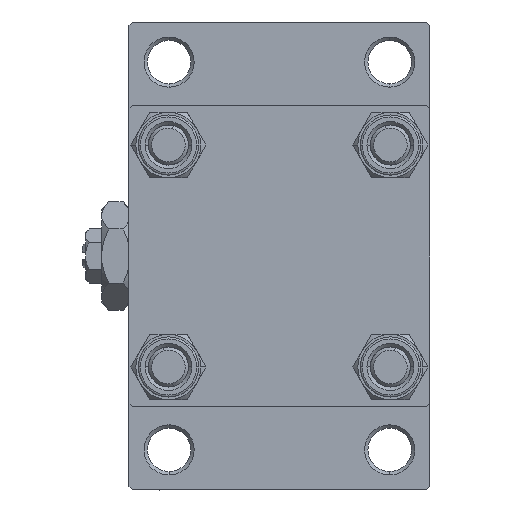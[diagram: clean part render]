
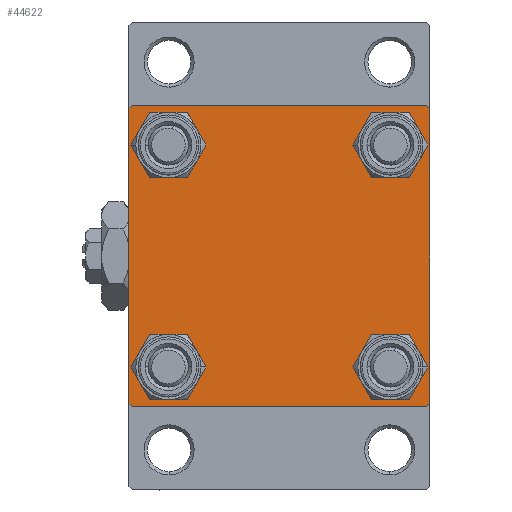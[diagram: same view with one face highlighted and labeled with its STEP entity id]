
A CAD part, left-side view. The second image highlights one B-rep face of the part: STEP entity #44622.
In plain terms, the highlighted planar face has unit normal (-1, 0, 0).
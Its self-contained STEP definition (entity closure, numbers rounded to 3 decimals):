
#563 = ORIENTED_EDGE ( 'NONE', *, *, #50568, .T. ) ;
#854 = EDGE_LOOP ( 'NONE', ( #26490, #9076 ) ) ;
#1077 = DIRECTION ( 'NONE',  ( 0., 0., 1. ) ) ;
#1164 = CIRCLE ( 'NONE', #13417, 3.5 ) ;
#1462 = EDGE_CURVE ( 'NONE', #44162, #43521, #23334, .T. ) ;
#2612 = EDGE_CURVE ( 'NONE', #24791, #29849, #38855, .T. ) ;
#2730 = VERTEX_POINT ( 'NONE', #23020 ) ;
#2802 = CARTESIAN_POINT ( 'NONE',  ( 0., 22., -22.5 ) ) ;
#2893 = VECTOR ( 'NONE', #38722, 1000. ) ;
#2961 = DIRECTION ( 'NONE',  ( 0., -1., 0. ) ) ;
#3350 = EDGE_CURVE ( 'NONE', #36440, #18804, #35598, .T. ) ;
#4200 = DIRECTION ( 'NONE',  ( -1., 0., 0. ) ) ;
#4211 = VERTEX_POINT ( 'NONE', #31081 ) ;
#4930 = FACE_BOUND ( 'NONE', #39397, .T. ) ;
#5405 = VECTOR ( 'NONE', #21188, 1000. ) ;
#6601 = AXIS2_PLACEMENT_3D ( 'NONE', #17432, #22053, #33602 ) ;
#6666 = CARTESIAN_POINT ( 'NONE',  ( 0., 22.5, 22.5 ) ) ;
#7519 = CARTESIAN_POINT ( 'NONE',  ( 0., -22.25, 22.25 ) ) ;
#7576 = LINE ( 'NONE', #23217, #13124 ) ;
#7943 = CARTESIAN_POINT ( 'NONE',  ( 0., -22.25, -22.25 ) ) ;
#7978 = CARTESIAN_POINT ( 'NONE',  ( 0., 22.5, -22.5 ) ) ;
#8293 = FACE_BOUND ( 'NONE', #27696, .T. ) ;
#8478 = DIRECTION ( 'NONE',  ( 0., 0., 1. ) ) ;
#8503 = CARTESIAN_POINT ( 'NONE',  ( 0., -16.6, -13.1 ) ) ;
#8534 = FACE_BOUND ( 'NONE', #854, .T. ) ;
#9076 = ORIENTED_EDGE ( 'NONE', *, *, #11249, .T. ) ;
#9786 = VERTEX_POINT ( 'NONE', #37095 ) ;
#10950 = CARTESIAN_POINT ( 'NONE',  ( 0., -22., 22.5 ) ) ;
#11249 = EDGE_CURVE ( 'NONE', #29849, #24791, #28372, .T. ) ;
#11608 = LINE ( 'NONE', #7519, #24159 ) ;
#11857 = CARTESIAN_POINT ( 'NONE',  ( 0., -16.6, -16.6 ) ) ;
#12103 = DIRECTION ( 'NONE',  ( 0., 0., 1. ) ) ;
#13124 = VECTOR ( 'NONE', #2961, 1000. ) ;
#13180 = CARTESIAN_POINT ( 'NONE',  ( 0., -22.5, 22. ) ) ;
#13417 = AXIS2_PLACEMENT_3D ( 'NONE', #19191, #50466, #47120 ) ;
#14209 = ORIENTED_EDGE ( 'NONE', *, *, #24006, .T. ) ;
#14347 = CARTESIAN_POINT ( 'NONE',  ( 0., -16.6, 16.6 ) ) ;
#15185 = DIRECTION ( 'NONE',  ( 0., 0., 1. ) ) ;
#15359 = ORIENTED_EDGE ( 'NONE', *, *, #3350, .T. ) ;
#16058 = VERTEX_POINT ( 'NONE', #16860 ) ;
#16860 = CARTESIAN_POINT ( 'NONE',  ( 0., 22.5, -22. ) ) ;
#17316 = CARTESIAN_POINT ( 'NONE',  ( 0., 22., 22.5 ) ) ;
#17432 = CARTESIAN_POINT ( 'NONE',  ( 0., 16.6, -16.6 ) ) ;
#18407 = AXIS2_PLACEMENT_3D ( 'NONE', #27980, #43593, #8478 ) ;
#18482 = ORIENTED_EDGE ( 'NONE', *, *, #33691, .T. ) ;
#18712 = DIRECTION ( 'NONE',  ( 0., 0., -1. ) ) ;
#18804 = VERTEX_POINT ( 'NONE', #40250 ) ;
#18901 = LINE ( 'NONE', #46312, #39331 ) ;
#19191 = CARTESIAN_POINT ( 'NONE',  ( 0., -16.6, -16.6 ) ) ;
#19293 = CARTESIAN_POINT ( 'NONE',  ( 0., 16.6, 16.6 ) ) ;
#19653 = ORIENTED_EDGE ( 'NONE', *, *, #23963, .T. ) ;
#19687 = EDGE_CURVE ( 'NONE', #29221, #9786, #31853, .T. ) ;
#20577 = FACE_OUTER_BOUND ( 'NONE', #41095, .T. ) ;
#20692 = VERTEX_POINT ( 'NONE', #10950 ) ;
#21188 = DIRECTION ( 'NONE',  ( 0., -0.707, 0.707 ) ) ;
#21638 = AXIS2_PLACEMENT_3D ( 'NONE', #19293, #49539, #15185 ) ;
#21789 = VERTEX_POINT ( 'NONE', #17316 ) ;
#21794 = CARTESIAN_POINT ( 'NONE',  ( 0., -22., -22.5 ) ) ;
#21879 = EDGE_CURVE ( 'NONE', #21789, #20692, #7576, .T. ) ;
#21998 = CARTESIAN_POINT ( 'NONE',  ( 0., 16.6, 20.1 ) ) ;
#22053 = DIRECTION ( 'NONE',  ( 1., 0., 0. ) ) ;
#22107 = AXIS2_PLACEMENT_3D ( 'NONE', #42237, #45554, #46057 ) ;
#22351 = CARTESIAN_POINT ( 'NONE',  ( 0., 16.6, 16.6 ) ) ;
#22562 = DIRECTION ( 'NONE',  ( 0., 0., 1. ) ) ;
#22576 = VERTEX_POINT ( 'NONE', #27945 ) ;
#23020 = CARTESIAN_POINT ( 'NONE',  ( 0., 22.5, 22. ) ) ;
#23217 = CARTESIAN_POINT ( 'NONE',  ( 0., 22.5, 22.5 ) ) ;
#23334 = LINE ( 'NONE', #47148, #37157 ) ;
#23430 = ORIENTED_EDGE ( 'NONE', *, *, #42827, .T. ) ;
#23963 = EDGE_CURVE ( 'NONE', #9786, #29221, #27876, .T. ) ;
#24006 = EDGE_CURVE ( 'NONE', #16058, #48458, #18901, .T. ) ;
#24159 = VECTOR ( 'NONE', #34968, 1000. ) ;
#24273 = ORIENTED_EDGE ( 'NONE', *, *, #38302, .T. ) ;
#24432 = EDGE_CURVE ( 'NONE', #4211, #22576, #49984, .T. ) ;
#24791 = VERTEX_POINT ( 'NONE', #21998 ) ;
#25612 = ORIENTED_EDGE ( 'NONE', *, *, #24432, .T. ) ;
#25897 = LINE ( 'NONE', #6666, #26813 ) ;
#26091 = DIRECTION ( 'NONE',  ( 0., -0.707, -0.707 ) ) ;
#26304 = ORIENTED_EDGE ( 'NONE', *, *, #19687, .T. ) ;
#26490 = ORIENTED_EDGE ( 'NONE', *, *, #2612, .T. ) ;
#26813 = VECTOR ( 'NONE', #41781, 1000. ) ;
#27439 = CIRCLE ( 'NONE', #18407, 3.5 ) ;
#27449 = LINE ( 'NONE', #7943, #5405 ) ;
#27696 = EDGE_LOOP ( 'NONE', ( #15359, #35931 ) ) ;
#27876 = CIRCLE ( 'NONE', #22107, 3.5 ) ;
#27945 = CARTESIAN_POINT ( 'NONE',  ( 0., 16.6, -20.1 ) ) ;
#27980 = CARTESIAN_POINT ( 'NONE',  ( 0., 16.6, -16.6 ) ) ;
#28210 = CARTESIAN_POINT ( 'NONE',  ( 0., -22.5, -22. ) ) ;
#28372 = CIRCLE ( 'NONE', #39027, 3.5 ) ;
#29078 = AXIS2_PLACEMENT_3D ( 'NONE', #11857, #32100, #12103 ) ;
#29221 = VERTEX_POINT ( 'NONE', #39632 ) ;
#29849 = VERTEX_POINT ( 'NONE', #34598 ) ;
#30154 = AXIS2_PLACEMENT_3D ( 'NONE', #47984, #4200, #1077 ) ;
#30218 = ORIENTED_EDGE ( 'NONE', *, *, #40483, .T. ) ;
#30256 = DIRECTION ( 'NONE',  ( 1., 0., 0. ) ) ;
#31081 = CARTESIAN_POINT ( 'NONE',  ( 0., 16.6, -13.1 ) ) ;
#31853 = CIRCLE ( 'NONE', #39335, 3.5 ) ;
#32100 = DIRECTION ( 'NONE',  ( 1., 0., 0. ) ) ;
#32159 = EDGE_CURVE ( 'NONE', #18804, #36440, #1164, .T. ) ;
#33602 = DIRECTION ( 'NONE',  ( 0., 0., 1. ) ) ;
#33691 = EDGE_CURVE ( 'NONE', #22576, #4211, #27439, .T. ) ;
#33743 = VERTEX_POINT ( 'NONE', #21794 ) ;
#34598 = CARTESIAN_POINT ( 'NONE',  ( 0., 16.6, 13.1 ) ) ;
#34965 = EDGE_LOOP ( 'NONE', ( #19653, #26304 ) ) ;
#34968 = DIRECTION ( 'NONE',  ( 0., 0.707, 0.707 ) ) ;
#35355 = VECTOR ( 'NONE', #35673, 1000. ) ;
#35598 = CIRCLE ( 'NONE', #29078, 3.5 ) ;
#35673 = DIRECTION ( 'NONE',  ( 0., -1., 0. ) ) ;
#35931 = ORIENTED_EDGE ( 'NONE', *, *, #32159, .T. ) ;
#36440 = VERTEX_POINT ( 'NONE', #8503 ) ;
#37095 = CARTESIAN_POINT ( 'NONE',  ( 0., -16.6, 20.1 ) ) ;
#37145 = EDGE_CURVE ( 'NONE', #44162, #20692, #11608, .T. ) ;
#37157 = VECTOR ( 'NONE', #18712, 1000. ) ;
#38302 = EDGE_CURVE ( 'NONE', #21789, #2730, #42321, .T. ) ;
#38722 = DIRECTION ( 'NONE',  ( 0., 0.707, -0.707 ) ) ;
#38855 = CIRCLE ( 'NONE', #21638, 3.5 ) ;
#38922 = ORIENTED_EDGE ( 'NONE', *, *, #21879, .F. ) ;
#38981 = CARTESIAN_POINT ( 'NONE',  ( 0., 22.25, 22.25 ) ) ;
#39011 = LINE ( 'NONE', #7978, #35355 ) ;
#39027 = AXIS2_PLACEMENT_3D ( 'NONE', #22351, #45158, #40823 ) ;
#39331 = VECTOR ( 'NONE', #26091, 1000. ) ;
#39335 = AXIS2_PLACEMENT_3D ( 'NONE', #14347, #30256, #22562 ) ;
#39397 = EDGE_LOOP ( 'NONE', ( #25612, #18482 ) ) ;
#39632 = CARTESIAN_POINT ( 'NONE',  ( 0., -16.6, 13.1 ) ) ;
#40250 = CARTESIAN_POINT ( 'NONE',  ( 0., -16.6, -20.1 ) ) ;
#40483 = EDGE_CURVE ( 'NONE', #33743, #43521, #27449, .T. ) ;
#40823 = DIRECTION ( 'NONE',  ( 0., 0., 1. ) ) ;
#41095 = EDGE_LOOP ( 'NONE', ( #23430, #14209, #563, #30218, #46650, #42101, #38922, #24273 ) ) ;
#41781 = DIRECTION ( 'NONE',  ( 0., 0., -1. ) ) ;
#42101 = ORIENTED_EDGE ( 'NONE', *, *, #37145, .T. ) ;
#42237 = CARTESIAN_POINT ( 'NONE',  ( 0., -16.6, 16.6 ) ) ;
#42321 = LINE ( 'NONE', #38981, #2893 ) ;
#42827 = EDGE_CURVE ( 'NONE', #2730, #16058, #25897, .T. ) ;
#43521 = VERTEX_POINT ( 'NONE', #28210 ) ;
#43593 = DIRECTION ( 'NONE',  ( 1., 0., 0. ) ) ;
#43896 = FACE_BOUND ( 'NONE', #34965, .T. ) ;
#44162 = VERTEX_POINT ( 'NONE', #13180 ) ;
#44622 = ADVANCED_FACE ( 'NONE', ( #43896, #8293, #4930, #8534, #20577 ), #47251, .T. ) ;
#45158 = DIRECTION ( 'NONE',  ( 1., 0., 0. ) ) ;
#45554 = DIRECTION ( 'NONE',  ( 1., 0., 0. ) ) ;
#46057 = DIRECTION ( 'NONE',  ( 0., 0., 1. ) ) ;
#46312 = CARTESIAN_POINT ( 'NONE',  ( 0., 22.25, -22.25 ) ) ;
#46650 = ORIENTED_EDGE ( 'NONE', *, *, #1462, .F. ) ;
#47120 = DIRECTION ( 'NONE',  ( 0., 0., 1. ) ) ;
#47148 = CARTESIAN_POINT ( 'NONE',  ( 0., -22.5, 22.5 ) ) ;
#47251 = PLANE ( 'NONE',  #30154 ) ;
#47984 = CARTESIAN_POINT ( 'NONE',  ( 0., 0., 0. ) ) ;
#48458 = VERTEX_POINT ( 'NONE', #2802 ) ;
#49539 = DIRECTION ( 'NONE',  ( 1., 0., 0. ) ) ;
#49984 = CIRCLE ( 'NONE', #6601, 3.5 ) ;
#50466 = DIRECTION ( 'NONE',  ( 1., 0., 0. ) ) ;
#50568 = EDGE_CURVE ( 'NONE', #48458, #33743, #39011, .T. ) ;
